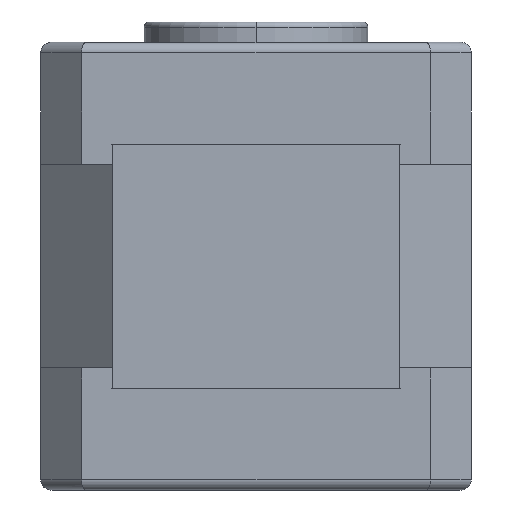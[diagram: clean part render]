
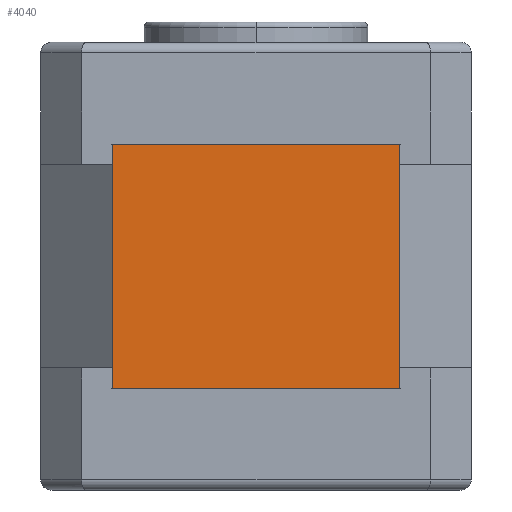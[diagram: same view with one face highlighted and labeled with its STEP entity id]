
A CAD part, left-side view. The second image highlights one B-rep face of the part: STEP entity #4040.
In plain terms, the highlighted planar face has unit normal (-1, 0, 0).
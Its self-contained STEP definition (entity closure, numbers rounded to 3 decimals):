
#3 = CARTESIAN_POINT ( 'NONE',  ( 19.099, 13.03, -11.705 ) ) ;
#313 = ORIENTED_EDGE ( 'NONE', *, *, #4097, .T. ) ;
#1130 = DIRECTION ( 'NONE',  ( 0., 0., -1. ) ) ;
#1177 = DIRECTION ( 'NONE',  ( 0., -1., 0. ) ) ;
#1228 = LINE ( 'NONE', #7228, #6904 ) ;
#1409 = CARTESIAN_POINT ( 'NONE',  ( 19.099, 13.03, -35.705 ) ) ;
#2174 = AXIS2_PLACEMENT_3D ( 'NONE', #14237, #4801, #12131 ) ;
#2395 = FACE_OUTER_BOUND ( 'NONE', #14717, .T. ) ;
#2607 = CARTESIAN_POINT ( 'NONE',  ( 19.099, 13.03, -11.705 ) ) ;
#4040 = ADVANCED_FACE ( 'NONE', ( #2395 ), #8393, .F. ) ;
#4097 = EDGE_CURVE ( 'NONE', #14898, #13310, #1228, .T. ) ;
#4336 = VECTOR ( 'NONE', #14985, 1000. ) ;
#4801 = DIRECTION ( 'NONE',  ( 1., 0., 0. ) ) ;
#5742 = EDGE_CURVE ( 'NONE', #11403, #11977, #14221, .T. ) ;
#5968 = DIRECTION ( 'NONE',  ( 0., 0., -1. ) ) ;
#6638 = CARTESIAN_POINT ( 'NONE',  ( 19.099, 13.03, -35.705 ) ) ;
#6667 = CARTESIAN_POINT ( 'NONE',  ( 19.099, 13.03, -11.705 ) ) ;
#6904 = VECTOR ( 'NONE', #5968, 1000. ) ;
#7228 = CARTESIAN_POINT ( 'NONE',  ( 19.099, 41.33, -11.705 ) ) ;
#7270 = ORIENTED_EDGE ( 'NONE', *, *, #14137, .F. ) ;
#8393 = PLANE ( 'NONE',  #2174 ) ;
#8823 = CARTESIAN_POINT ( 'NONE',  ( 19.099, 41.33, -35.705 ) ) ;
#9820 = VECTOR ( 'NONE', #1177, 1000. ) ;
#11403 = VERTEX_POINT ( 'NONE', #6667 ) ;
#11612 = LINE ( 'NONE', #3, #9820 ) ;
#11977 = VERTEX_POINT ( 'NONE', #1409 ) ;
#12131 = DIRECTION ( 'NONE',  ( 0., 0., -1. ) ) ;
#12781 = ORIENTED_EDGE ( 'NONE', *, *, #5742, .F. ) ;
#13250 = ORIENTED_EDGE ( 'NONE', *, *, #14030, .T. ) ;
#13310 = VERTEX_POINT ( 'NONE', #8823 ) ;
#13707 = CARTESIAN_POINT ( 'NONE',  ( 19.099, 41.33, -11.705 ) ) ;
#13815 = LINE ( 'NONE', #6638, #4336 ) ;
#14030 = EDGE_CURVE ( 'NONE', #13310, #11977, #13815, .T. ) ;
#14137 = EDGE_CURVE ( 'NONE', #14898, #11403, #11612, .T. ) ;
#14221 = LINE ( 'NONE', #2607, #15117 ) ;
#14237 = CARTESIAN_POINT ( 'NONE',  ( 19.099, 13.03, -11.705 ) ) ;
#14717 = EDGE_LOOP ( 'NONE', ( #13250, #12781, #7270, #313 ) ) ;
#14898 = VERTEX_POINT ( 'NONE', #13707 ) ;
#14985 = DIRECTION ( 'NONE',  ( 0., -1., 0. ) ) ;
#15117 = VECTOR ( 'NONE', #1130, 1000. ) ;
